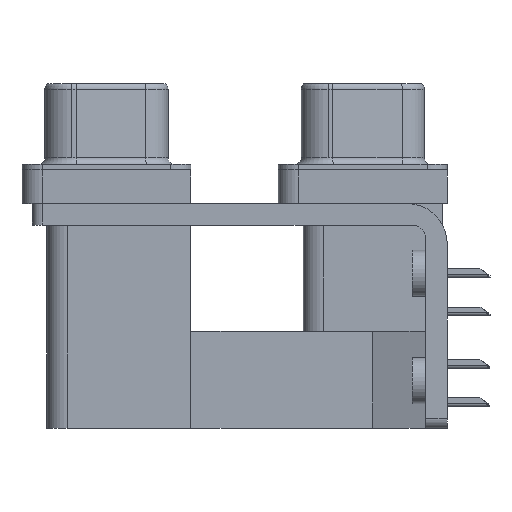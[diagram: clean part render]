
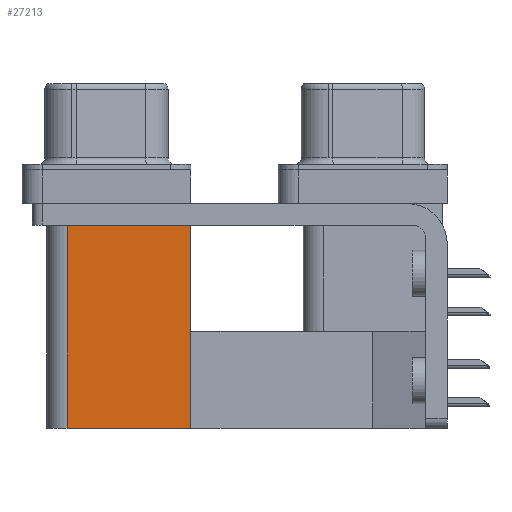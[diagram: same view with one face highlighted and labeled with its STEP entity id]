
A CAD part, left-side view. The second image highlights one B-rep face of the part: STEP entity #27213.
In plain terms, the highlighted planar face has unit normal (-1, 0, 0).
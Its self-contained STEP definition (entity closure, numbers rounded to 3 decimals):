
#935 = LINE ( 'NONE', #26744, #6054 ) ;
#945 = LINE ( 'NONE', #22749, #3588 ) ;
#1727 = DIRECTION ( 'NONE',  ( 1., 0., 0. ) ) ;
#2699 = ORIENTED_EDGE ( 'NONE', *, *, #5518, .F. ) ;
#3588 = VECTOR ( 'NONE', #4798, 1000. ) ;
#4280 = CARTESIAN_POINT ( 'NONE',  ( 3.79, 12.775, -19.2 ) ) ;
#4798 = DIRECTION ( 'NONE',  ( 0., 1., 0. ) ) ;
#5163 = VERTEX_POINT ( 'NONE', #13660 ) ;
#5518 = EDGE_CURVE ( 'NONE', #5163, #16112, #935, .T. ) ;
#5716 = FACE_OUTER_BOUND ( 'NONE', #23653, .T. ) ;
#6054 = VECTOR ( 'NONE', #20050, 1000. ) ;
#6755 = AXIS2_PLACEMENT_3D ( 'NONE', #21242, #1727, #16411 ) ;
#7378 = VERTEX_POINT ( 'NONE', #11778 ) ;
#7794 = CARTESIAN_POINT ( 'NONE',  ( 3.79, 12.775, -2.5 ) ) ;
#10119 = EDGE_CURVE ( 'NONE', #26983, #16112, #945, .T. ) ;
#10569 = DIRECTION ( 'NONE',  ( 0., 1., 0. ) ) ;
#11778 = CARTESIAN_POINT ( 'NONE',  ( 3.79, 12.775, -19.2 ) ) ;
#12657 = DIRECTION ( 'NONE',  ( 0., 0., 1. ) ) ;
#13041 = VECTOR ( 'NONE', #12657, 1000. ) ;
#13660 = CARTESIAN_POINT ( 'NONE',  ( 3.79, 21.975, -19.2 ) ) ;
#15080 = ORIENTED_EDGE ( 'NONE', *, *, #19582, .T. ) ;
#16112 = VERTEX_POINT ( 'NONE', #17064 ) ;
#16411 = DIRECTION ( 'NONE',  ( 0., 0., -1. ) ) ;
#17064 = CARTESIAN_POINT ( 'NONE',  ( 3.79, 21.975, -2.5 ) ) ;
#17357 = CARTESIAN_POINT ( 'NONE',  ( 3.79, 12.775, -19.2 ) ) ;
#17687 = EDGE_CURVE ( 'NONE', #7378, #5163, #27799, .T. ) ;
#18826 = PLANE ( 'NONE',  #6755 ) ;
#19582 = EDGE_CURVE ( 'NONE', #7378, #26983, #27766, .T. ) ;
#20050 = DIRECTION ( 'NONE',  ( 0., 0., 1. ) ) ;
#20578 = ORIENTED_EDGE ( 'NONE', *, *, #17687, .F. ) ;
#21242 = CARTESIAN_POINT ( 'NONE',  ( 3.79, 12.775, -19.2 ) ) ;
#21499 = ORIENTED_EDGE ( 'NONE', *, *, #10119, .T. ) ;
#22749 = CARTESIAN_POINT ( 'NONE',  ( 3.79, 12.775, -2.5 ) ) ;
#23653 = EDGE_LOOP ( 'NONE', ( #21499, #2699, #20578, #15080 ) ) ;
#26648 = VECTOR ( 'NONE', #10569, 1000. ) ;
#26744 = CARTESIAN_POINT ( 'NONE',  ( 3.79, 21.975, -19.2 ) ) ;
#26983 = VERTEX_POINT ( 'NONE', #7794 ) ;
#27213 = ADVANCED_FACE ( 'NONE', ( #5716 ), #18826, .F. ) ;
#27766 = LINE ( 'NONE', #17357, #13041 ) ;
#27799 = LINE ( 'NONE', #4280, #26648 ) ;
